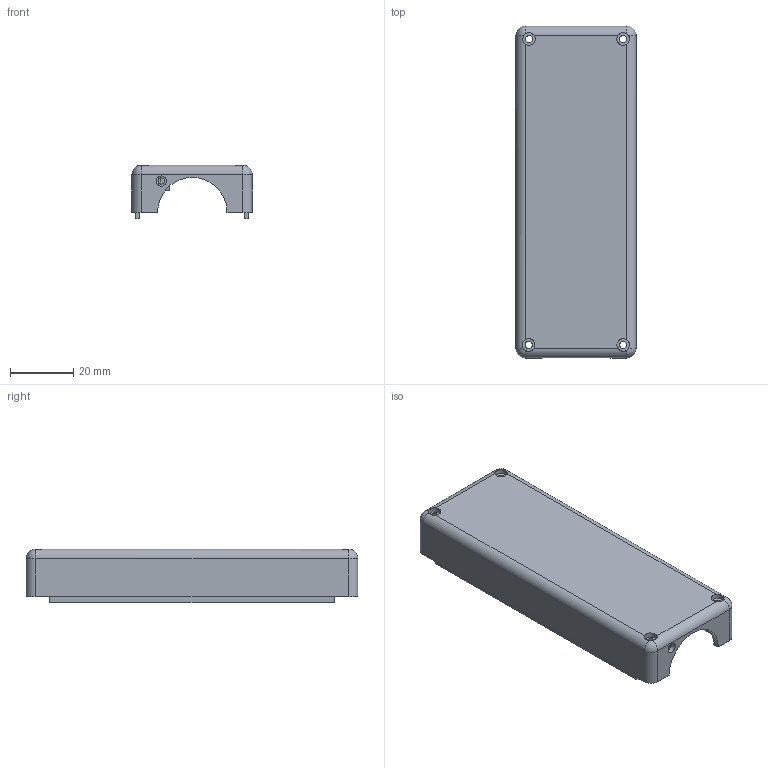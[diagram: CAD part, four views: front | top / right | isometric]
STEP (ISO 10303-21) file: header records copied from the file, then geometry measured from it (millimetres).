
FILE_DESCRIPTION(/* description */ (''),/* implementation_level */ '2;1');
FILE_NAME(/* name */ 'Top.step',/* time_stamp */ '2025-07-22T10:51:04+10:00',/* author */ (''),/* organization */ (''),/* preprocessor_version */ 'ST-DEVELOPER v20.1',/* originating_system */ 'Autodesk Translation Framework v14.10.0.0',/* authorisation */ '');
FILE_SCHEMA (('AUTOMOTIVE_DESIGN { 1 0 10303 214 3 1 1 }'));
Length unit declared in the file: millimetre
Products named in the file (1): Top
Bounding box: 38 x 105 x 17 mm (x, y, z)
Volume: 18593.8 mm3; surface area: 15723.8 mm2
Topology: 1 solids, 1 shells, 99 faces, 277 edges, 182 vertices
Faces by surface type: plane 70, cylinder 25, sphere 4
Full cylindrical faces by diameter (mm): 2 x4, 2.3 x4, 3.2 x2, 4 x4
Entity records: 3314 total; most frequent: CARTESIAN_POINT 669, ORIENTED_EDGE 554, DIRECTION 523, EDGE_CURVE 277, LINE 203, VECTOR 203, VERTEX_POINT 182, AXIS2_PLACEMENT_3D 160
